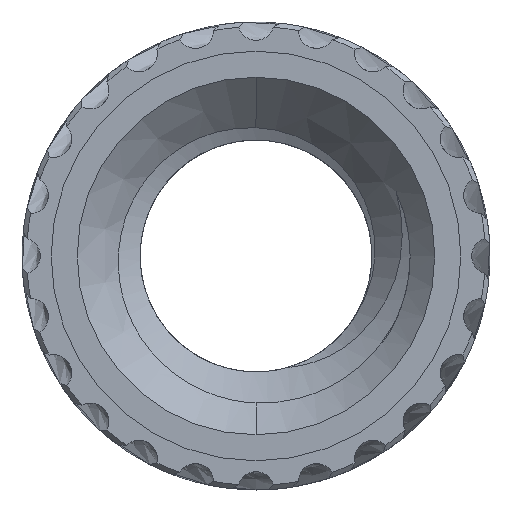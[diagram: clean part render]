
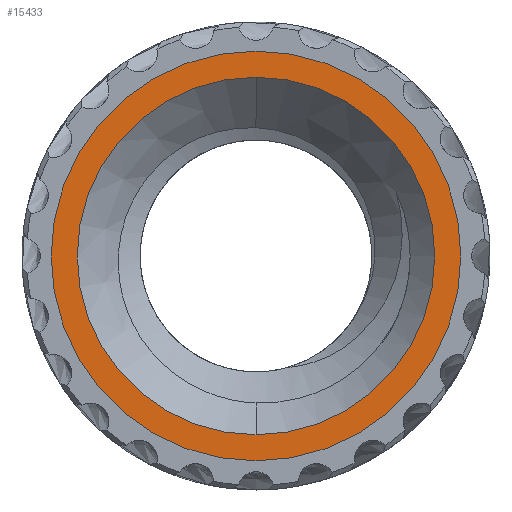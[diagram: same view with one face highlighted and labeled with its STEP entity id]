
A CAD part, front view. The second image highlights one B-rep face of the part: STEP entity #15433.
In plain terms, the highlighted planar face has unit normal (0, -1, 0).
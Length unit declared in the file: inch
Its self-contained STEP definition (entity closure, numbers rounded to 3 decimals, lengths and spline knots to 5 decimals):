
#100 = EDGE_LOOP ( 'NONE', ( #12781, #3116 ) ) ;
#199 = CIRCLE ( 'NONE', #13712, 0.109 ) ;
#242 = AXIS2_PLACEMENT_3D ( 'NONE', #4228, #2975, #11728 ) ;
#383 = VERTEX_POINT ( 'NONE', #2448 ) ;
#541 = AXIS2_PLACEMENT_3D ( 'NONE', #15583, #14487, #7954 ) ;
#1101 = CARTESIAN_POINT ( 'NONE',  ( 0., 0., 0.109 ) ) ;
#1417 = EDGE_CURVE ( 'NONE', #2600, #11510, #3673, .T. ) ;
#2448 = CARTESIAN_POINT ( 'NONE',  ( 0., 0., -0.109 ) ) ;
#2600 = VERTEX_POINT ( 'NONE', #3411 ) ;
#2975 = DIRECTION ( 'NONE',  ( 0., -1., 0. ) ) ;
#3116 = ORIENTED_EDGE ( 'NONE', *, *, #10536, .T. ) ;
#3411 = CARTESIAN_POINT ( 'NONE',  ( 0., 0., 0.09511 ) ) ;
#3638 = DIRECTION ( 'NONE',  ( 0., -1., 0. ) ) ;
#3673 = CIRCLE ( 'NONE', #541, 0.09511 ) ;
#4228 = CARTESIAN_POINT ( 'NONE',  ( 0.109, 0., 0. ) ) ;
#4520 = ORIENTED_EDGE ( 'NONE', *, *, #1417, .F. ) ;
#4567 = EDGE_CURVE ( 'NONE', #11510, #2600, #14343, .T. ) ;
#5958 = DIRECTION ( 'NONE',  ( 0., -1., 0. ) ) ;
#6874 = DIRECTION ( 'NONE',  ( 0., -1., 0. ) ) ;
#7383 = EDGE_CURVE ( 'NONE', #383, #10677, #8366, .T. ) ;
#7501 = EDGE_LOOP ( 'NONE', ( #10740, #4520 ) ) ;
#7954 = DIRECTION ( 'NONE',  ( 0., 0., -1. ) ) ;
#8366 = CIRCLE ( 'NONE', #12201, 0.109 ) ;
#9256 = PLANE ( 'NONE',  #242 ) ;
#10536 = EDGE_CURVE ( 'NONE', #10677, #383, #199, .T. ) ;
#10677 = VERTEX_POINT ( 'NONE', #1101 ) ;
#10740 = ORIENTED_EDGE ( 'NONE', *, *, #4567, .F. ) ;
#11124 = CARTESIAN_POINT ( 'NONE',  ( 0., 0., 0. ) ) ;
#11354 = FACE_BOUND ( 'NONE', #7501, .T. ) ;
#11510 = VERTEX_POINT ( 'NONE', #14140 ) ;
#11728 = DIRECTION ( 'NONE',  ( 0., 0., -1. ) ) ;
#12201 = AXIS2_PLACEMENT_3D ( 'NONE', #14052, #6874, #15138 ) ;
#12263 = AXIS2_PLACEMENT_3D ( 'NONE', #13193, #5958, #14345 ) ;
#12307 = DIRECTION ( 'NONE',  ( 0., 0., -1. ) ) ;
#12781 = ORIENTED_EDGE ( 'NONE', *, *, #7383, .T. ) ;
#13193 = CARTESIAN_POINT ( 'NONE',  ( 0., 0., 0. ) ) ;
#13712 = AXIS2_PLACEMENT_3D ( 'NONE', #11124, #3638, #12307 ) ;
#14052 = CARTESIAN_POINT ( 'NONE',  ( 0., 0., 0. ) ) ;
#14140 = CARTESIAN_POINT ( 'NONE',  ( 0., 0., -0.09511 ) ) ;
#14343 = CIRCLE ( 'NONE', #12263, 0.09511 ) ;
#14345 = DIRECTION ( 'NONE',  ( 0., 0., -1. ) ) ;
#14421 = FACE_OUTER_BOUND ( 'NONE', #100, .T. ) ;
#14487 = DIRECTION ( 'NONE',  ( 0., -1., 0. ) ) ;
#15138 = DIRECTION ( 'NONE',  ( 0., 0., -1. ) ) ;
#15433 = ADVANCED_FACE ( 'NONE', ( #11354, #14421 ), #9256, .T. ) ;
#15583 = CARTESIAN_POINT ( 'NONE',  ( 0., 0., 0. ) ) ;
